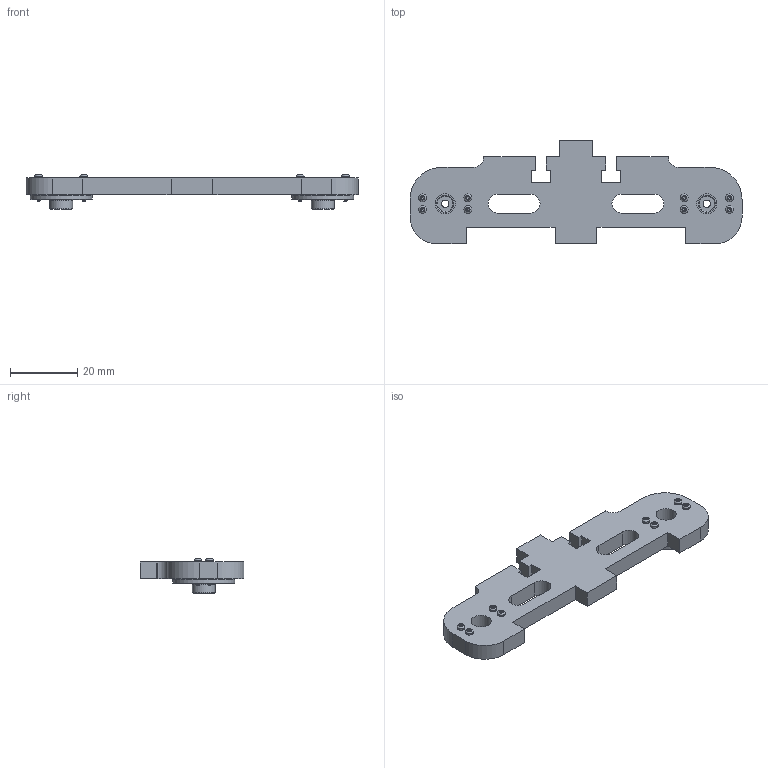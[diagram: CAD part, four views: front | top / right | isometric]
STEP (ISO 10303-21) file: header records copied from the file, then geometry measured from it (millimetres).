
FILE_DESCRIPTION(/* description */ (''),/* implementation_level */ '2;1');
FILE_NAME(/* name */ 'ServoSlidePlate_#2_ASSY.step',/* time_stamp */ '2025-12-07T16:24:06+01:00',/* author */ (''),/* organization */ (''),/* preprocessor_version */ 'ST-DEVELOPER v20.1',/* originating_system */ 'Autodesk Translation Framework v14.21.0.0',/* authorisation */ '');
FILE_SCHEMA (('AUTOMOTIVE_DESIGN { 1 0 10303 214 3 1 1 }'));
Length unit declared in the file: millimetre
Products named in the file (4): #22167; ServoSlideplate_2; torx_1-2_7_STP390120070; 12g_9g_disc_horn
Assembly tree (11 placements, depth 2):
  #22167
    ServoSlideplate_2
    torx_1-2_7_STP390120070  x8
    12g_9g_disc_horn  x2
Bounding box: 99 x 31 x 10.25 mm (x, y, z)
Volume: 10257.7 mm3; surface area: 7786.4 mm2
Topology: 11 solids, 11 shells, 740 faces, 2064 edges, 1360 vertices
Faces by surface type: bspline 296, cylinder 286, plane 68, cone 58, torus 24, sphere 8
Full cylindrical faces by diameter (mm): 0.78 x96, 0.874 x8, 1 x16, 1.2 x8, 1.26 x8, 2.2 x2, 2.3 x8, 4.3 x2, 4.6 x2, 6 x2, 6.8 x2, 18.5 x2
Entity records: 22154 total; most frequent: CARTESIAN_POINT 17958, ORIENTED_EDGE 904, DIRECTION 741, EDGE_CURVE 452, VERTEX_POINT 299, AXIS2_PLACEMENT_3D 272, EDGE_LOOP 211, LINE 197
